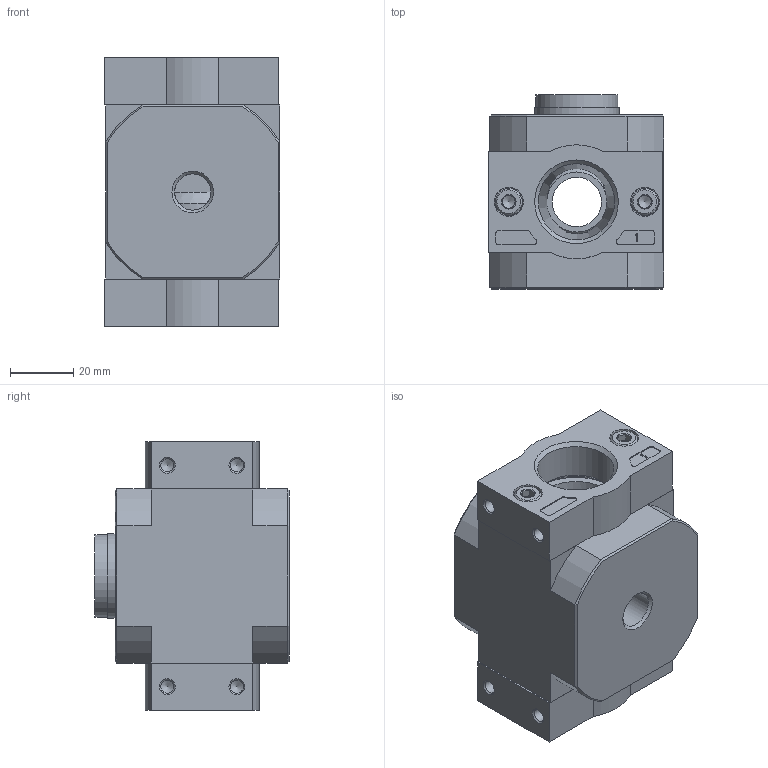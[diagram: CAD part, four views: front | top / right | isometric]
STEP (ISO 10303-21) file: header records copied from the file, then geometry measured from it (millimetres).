
FILE_DESCRIPTION(/* description */ ('STEP AP214'),/* implementation_level */ '2;1');
FILE_NAME(/* name */ '164954_FRM-3_4-D-MIDI',/* time_stamp */ '2024-08-28T18:47:10+02:00',/* author */ ('License CC BY-ND 4.0'),/* organization */ ('CADENAS'),/* preprocessor_version */ 'ST-DEVELOPER v19.3',/* originating_system */ 'PARTsolutions',/* authorisation */ ' ');
FILE_SCHEMA (('AUTOMOTIVE_DESIGN {1 0 10303 214 3 1 1}'));
Length unit declared in the file: millimetre
Products named in the file (8): 164954 FRM-3/4-D-MIDI; 724702 FRM-...-D-MIDI; 369989 LF-D-MIDI; 380307 PBL-3/4-D-MIDI-R---(0) p1; DIN-912 - M5x18(F); 380305 PBL-3/4-D-MIDI-L---(1) p1; DIN-908 G1/2A; 531774 OK-1/2
Assembly tree (11 placements, depth 2):
  164954 FRM-3/4-D-MIDI
    724702 FRM-...-D-MIDI
    369989 LF-D-MIDI  x2
    380307 PBL-3/4-D-MIDI-R---(0) p1
    DIN-912 - M5x18(F)  x4
    380305 PBL-3/4-D-MIDI-L---(1) p1
    DIN-908 G1/2A
    531774 OK-1/2
Bounding box: 55.5 x 61.35 x 85 mm (x, y, z)
Volume: 177989.9 mm3; surface area: 48096.2 mm2
Topology: 11 solids, 11 shells, 346 faces, 753 edges, 455 vertices
Faces by surface type: plane 162, cone 105, cylinder 78, torus 1
Full cylindrical faces by diameter (mm): 4.134 x8, 5 x4, 7.3 x4, 7.5 x2, 8.5 x4, 11.445 x1, 12.4 x1, 15.6 x1, 18.631 x1, 20.955 x1, 21.2 x1, 22 x1, 22.5 x1, 24.117 x2, 26 x1, 26.4 x1, 26.7 x1, 29.7 x1, 30 x1, 30.8 x1, 52 x1
Entity records: 7312 total; most frequent: CARTESIAN_POINT 1245, DIRECTION 1169, ORIENTED_EDGE 960, EDGE_CURVE 480, AXIS2_PLACEMENT_3D 466, FACE_BOUND 373, EDGE_LOOP 365, VERTEX_POINT 349
